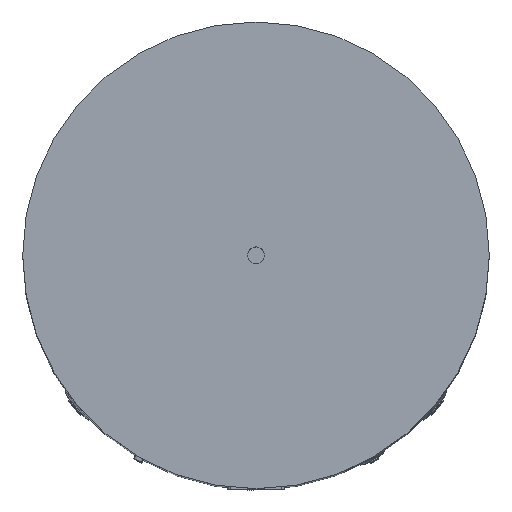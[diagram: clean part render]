
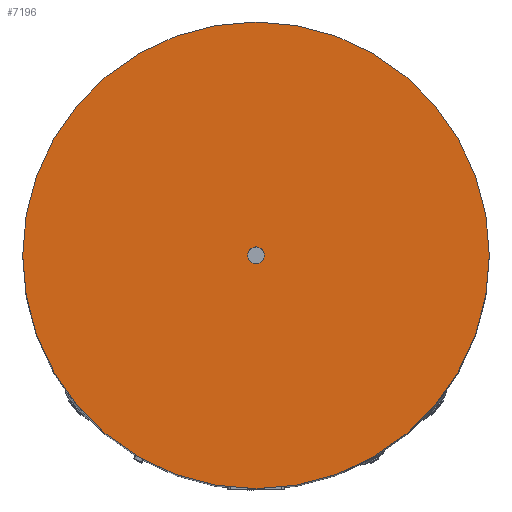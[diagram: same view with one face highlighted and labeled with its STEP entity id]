
A CAD part, top view. The second image highlights one B-rep face of the part: STEP entity #7196.
In plain terms, the highlighted planar face has unit normal (0, 0, 1).
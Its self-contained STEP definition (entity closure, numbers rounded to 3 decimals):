
#1264=PLANE($,#8015);
#1412=FACE_BOUND($,#2462,.T.);
#1876=FACE_OUTER_BOUND($,#2461,.T.);
#2461=EDGE_LOOP($,(#6267));
#2462=EDGE_LOOP($,(#6268));
#2952=CIRCLE($,#8010,25.);
#2954=CIRCLE($,#8013,690.);
#3636=VERTEX_POINT($,#16368);
#3638=VERTEX_POINT($,#16373);
#4562=EDGE_CURVE($,#3636,#3636,#2952,.T.);
#4564=EDGE_CURVE($,#3638,#3638,#2954,.T.);
#6267=ORIENTED_EDGE($,*,*,#4564,.T.);
#6268=ORIENTED_EDGE($,*,*,#4562,.T.);
#7196=ADVANCED_FACE($,(#1876,#1412),#1264,.T.);
#8010=AXIS2_PLACEMENT_3D($,#16369,#9936,#9937);
#8013=AXIS2_PLACEMENT_3D($,#16374,#9942,#9943);
#8015=AXIS2_PLACEMENT_3D($,#16376,#9946,#9947);
#9936=DIRECTION('center_axis',(0.,0.,-1.));
#9937=DIRECTION('ref_axis',(1.,0.,0.));
#9942=DIRECTION('center_axis',(0.,0.,1.));
#9943=DIRECTION('ref_axis',(1.,0.,0.));
#9946=DIRECTION('center_axis',(0.,0.,1.));
#9947=DIRECTION('ref_axis',(1.,0.,0.));
#16368=CARTESIAN_POINT('',(-25.,0.,2112.));
#16369=CARTESIAN_POINT('Origin',(0.,0.,2112.));
#16373=CARTESIAN_POINT('',(690.,0.,2112.));
#16374=CARTESIAN_POINT('Origin',(0.,0.,2112.));
#16376=CARTESIAN_POINT('Origin',(0.,0.,2112.));
